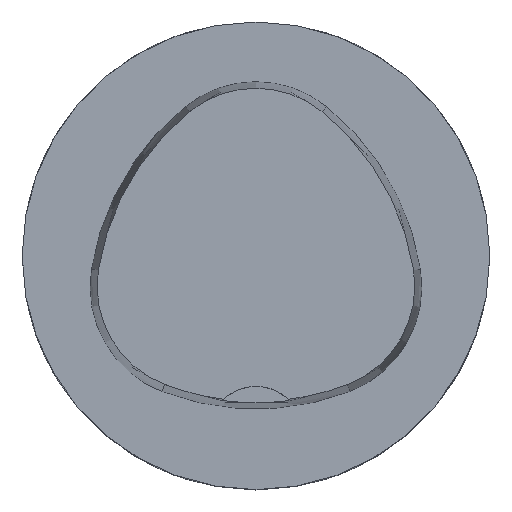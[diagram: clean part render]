
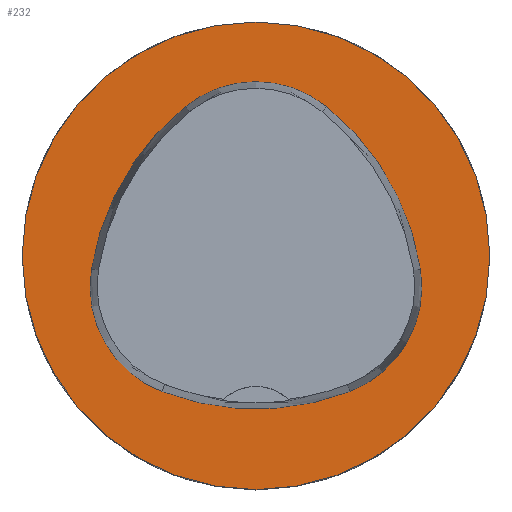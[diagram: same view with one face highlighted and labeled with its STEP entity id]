
A CAD part, top view. The second image highlights one B-rep face of the part: STEP entity #232.
In plain terms, the highlighted planar face has unit normal (0, 0, 1).
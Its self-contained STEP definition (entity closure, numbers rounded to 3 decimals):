
#232=ADVANCED_FACE('',(#454,#455),#277,.T.);
#277=PLANE('',#1328);
#454=FACE_BOUND('',#514,.T.);
#455=FACE_BOUND('',#515,.T.);
#514=EDGE_LOOP('',(#732,#733,#734,#735,#736,#737));
#515=EDGE_LOOP('',(#738));
#732=ORIENTED_EDGE('',*,*,#1077,.F.);
#733=ORIENTED_EDGE('',*,*,#1072,.F.);
#734=ORIENTED_EDGE('',*,*,#1067,.F.);
#735=ORIENTED_EDGE('',*,*,#1064,.F.);
#736=ORIENTED_EDGE('',*,*,#1061,.F.);
#737=ORIENTED_EDGE('',*,*,#1057,.F.);
#738=ORIENTED_EDGE('',*,*,#1048,.T.);
#925=VERTEX_POINT('',#2126);
#934=VERTEX_POINT('',#2145);
#935=VERTEX_POINT('',#2146);
#938=VERTEX_POINT('',#2154);
#940=VERTEX_POINT('',#2160);
#942=VERTEX_POINT('',#2166);
#946=VERTEX_POINT('',#2179);
#1048=EDGE_CURVE('',#925,#925,#1131,.T.);
#1057=EDGE_CURVE('',#934,#935,#1132,.T.);
#1061=EDGE_CURVE('',#935,#938,#1134,.T.);
#1064=EDGE_CURVE('',#938,#940,#1136,.T.);
#1067=EDGE_CURVE('',#940,#942,#1138,.T.);
#1072=EDGE_CURVE('',#942,#946,#1141,.T.);
#1077=EDGE_CURVE('',#946,#934,#1144,.T.);
#1131=CIRCLE('',#1300,25.);
#1132=CIRCLE('',#1306,28.);
#1134=CIRCLE('',#1309,12.);
#1136=CIRCLE('',#1312,28.);
#1138=CIRCLE('',#1315,12.);
#1141=CIRCLE('',#1319,28.);
#1144=CIRCLE('',#1323,12.);
#1300=AXIS2_PLACEMENT_3D('',#2125,#1549,#1550);
#1306=AXIS2_PLACEMENT_3D('',#2144,#1565,#1566);
#1309=AXIS2_PLACEMENT_3D('',#2153,#1573,#1574);
#1312=AXIS2_PLACEMENT_3D('',#2159,#1580,#1581);
#1315=AXIS2_PLACEMENT_3D('',#2165,#1587,#1588);
#1319=AXIS2_PLACEMENT_3D('',#2178,#1596,#1597);
#1323=AXIS2_PLACEMENT_3D('',#2191,#1605,#1606);
#1328=AXIS2_PLACEMENT_3D('',#2196,#1615,#1616);
#1549=DIRECTION('',(0.,0.,1.));
#1550=DIRECTION('',(1.,0.,0.));
#1565=DIRECTION('',(0.,0.,1.));
#1566=DIRECTION('',(1.,0.,0.));
#1573=DIRECTION('',(0.,0.,1.));
#1574=DIRECTION('',(1.,0.,0.));
#1580=DIRECTION('',(0.,0.,1.));
#1581=DIRECTION('',(1.,0.,0.));
#1587=DIRECTION('',(0.,0.,1.));
#1588=DIRECTION('',(1.,0.,0.));
#1596=DIRECTION('',(0.,0.,1.));
#1597=DIRECTION('',(1.,0.,0.));
#1605=DIRECTION('',(0.,0.,1.));
#1606=DIRECTION('',(1.,0.,0.));
#1615=DIRECTION('',(0.,0.,1.));
#1616=DIRECTION('',(-1.,0.,0.));
#2125=CARTESIAN_POINT('',(0.,0.,0.));
#2126=CARTESIAN_POINT('',(25.,0.,0.));
#2144=CARTESIAN_POINT('',(-10.068,-5.824,0.));
#2145=CARTESIAN_POINT('',(17.584,-1.424,0.));
#2146=CARTESIAN_POINT('',(7.531,15.953,0.));
#2153=CARTESIAN_POINT('',(-0.011,6.62,0.));
#2154=CARTESIAN_POINT('',(-7.567,15.942,0.));
#2159=CARTESIAN_POINT('',(10.063,-5.81,0.));
#2160=CARTESIAN_POINT('',(-17.59,-1.418,0.));
#2165=CARTESIAN_POINT('',(-5.739,-3.3,0.));
#2166=CARTESIAN_POINT('',(-10.05,-14.499,0.));
#2178=CARTESIAN_POINT('',(0.01,11.631,0.));
#2179=CARTESIAN_POINT('',(10.025,-14.516,0.));
#2191=CARTESIAN_POINT('',(5.733,-3.31,0.));
#2196=CARTESIAN_POINT('',(0.,0.,0.));
